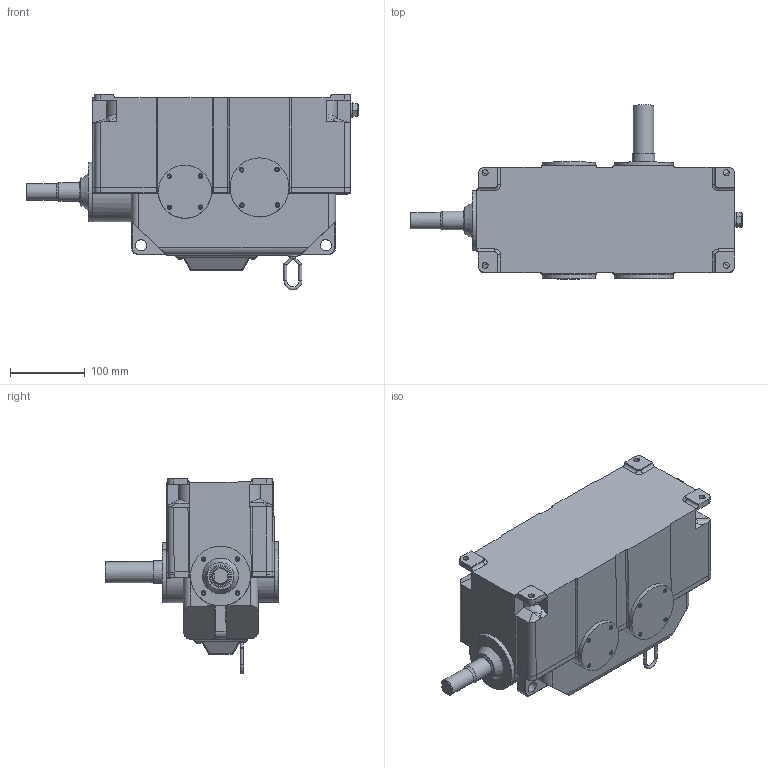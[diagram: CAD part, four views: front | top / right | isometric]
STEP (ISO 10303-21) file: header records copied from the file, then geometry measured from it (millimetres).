
FILE_DESCRIPTION(/* description */ (''),/* implementation_level */ '2;1');
FILE_NAME(/* name */ 'gearbox2Fusion.step',/* time_stamp */ '2019-03-25T23:55:11+03:00',/* author */ (''),/* organization */ (''),/* preprocessor_version */ 'ST-DEVELOPER v17.2',/* originating_system */ 'Autodesk Translation Framework v7.6.0.251',/* authorisation */ '');
FILE_SCHEMA (('AUTOMOTIVE_DESIGN { 1 0 10303 214 3 1 1 }'));
Products named in the file (33): (Unsaved); Вал1 (1); Вал1; Коническая; Конические зубчатые 
колеса1; Коническая зубчатая 
передача11; Коническая зубчатая 
передача21; Вал номер 2 промежуточный; Вал2 (1); Вал2; Вал номер 3; Вал1 (3); Вал1 (2); Цилиндрическая; Цилиндрическое зубчатое 
зацепление1; Цилиндрическое зубчатое 
зацепление11; Цилиндрическое зубчатое 
зацепление21; Подшипник 2007906A 
ГОСТ 27365-87; Крышка_1; Крышка_2; Крышка_3; Подшипник 60106 ГОСТ 
7242-81; Втулка_1; Втулка_2; Маслозащитная_
Шайба_1; Нижняя_часть_
корпуса; Крышка_старт_
4; Верхняя_крышка; Пробка; Щуп; Втулка_Щупа; Крышка; Винт M4-6gx4 ГОСТ 
11644-75
Assembly tree (38 placements, depth 4):
  (Unsaved)
    Вал1 (1)
      Вал1
    Коническая
      Конические зубчатые 
колеса1
        Коническая зубчатая 
передача11
        Коническая зубчатая 
передача21
    Вал номер 2 промежуточный
      Вал2 (1)
        Вал2
    Вал номер 3
      Вал1 (3)
        Вал1 (2)
    Цилиндрическая
      Цилиндрическое зубчатое 
зацепление1
        Цилиндрическое зубчатое 
зацепление11
        Цилиндрическое зубчатое 
зацепление21
    Подшипник 2007906A 
ГОСТ 27365-87  x2
    Подшипник 60106 ГОСТ 
7242-81  x2
    Крышка_1
    Крышка_2
    Крышка_3  x2
    Втулка_1
    Втулка_2
    Маслозащитная_
Шайба_1
    Нижняя_часть_
корпуса
    Крышка_старт_
4
    Верхняя_крышка
    Пробка
    Щуп
    Втулка_Щупа
    Крышка
    Винт M4-6gx4 ГОСТ 
11644-75  x4
Bounding box: 444.5 x 232.92 x 262.24 mm (x, y, z)
Volume: 5106636.4 mm3; surface area: 840890.8 mm2
Topology: 53 solids, 53 shells, 1701 faces, 4458 edges, 2883 vertices
Faces by surface type: cylinder 715, cone 412, plane 339, bspline 163, torus 48, sphere 24
Full cylindrical faces by diameter (mm): 4 x58, 6 x20, 8 x25, 10 x1, 12 x4, 13 x10, 15 x2, 20 x1, 22 x1, 25 x1, 28 x1, 30 x11, 35 x2, 36 x4, 36.8 x2, 38 x1, 38.15 x4, 40 x7, 42 x3, 42.494 x1, 44 x1, 45 x1, 46.85 x4, 47 x5, 48 x2, 49 x2, 55 x5, 71 x2, 79 x2, 80 x1
Entity records: 56486 total; most frequent: CARTESIAN_POINT 17010, DIRECTION 8440, ORIENTED_EDGE 8072, EDGE_CURVE 4036, AXIS2_PLACEMENT_3D 3636, VERTEX_POINT 2637, CIRCLE 2099, EDGE_LOOP 1748
